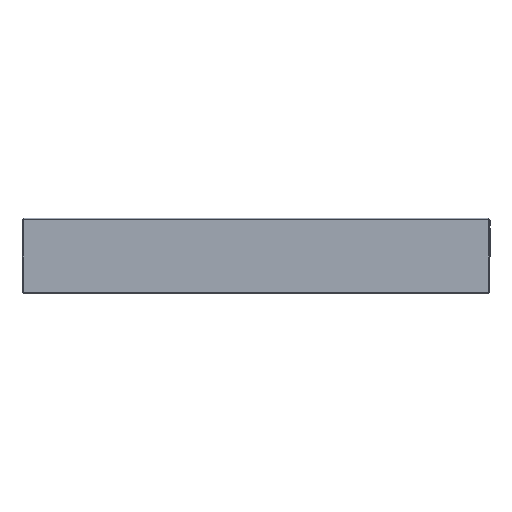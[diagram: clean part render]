
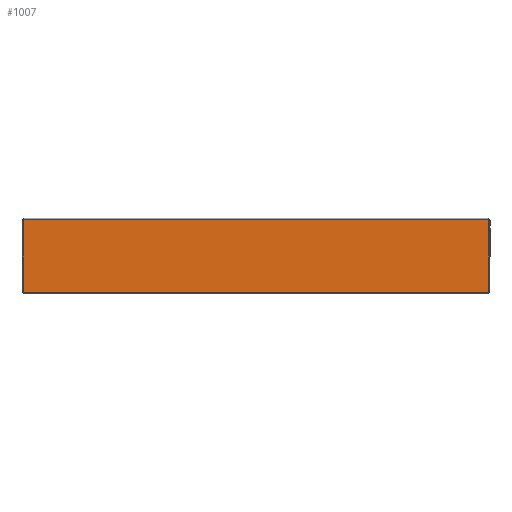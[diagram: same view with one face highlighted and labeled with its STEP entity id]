
A CAD part, top view. The second image highlights one B-rep face of the part: STEP entity #1007.
In plain terms, the highlighted planar face has unit normal (0, 0, 1).
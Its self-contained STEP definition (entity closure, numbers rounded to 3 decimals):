
#5 = DIRECTION ( 'NONE',  ( 0., -1., 0. ) ) ;
#84 = VERTEX_POINT ( 'NONE', #1671 ) ;
#104 = ORIENTED_EDGE ( 'NONE', *, *, #861, .T. ) ;
#105 = DIRECTION ( 'NONE',  ( 0., 1., 0. ) ) ;
#259 = FACE_OUTER_BOUND ( 'NONE', #351, .T. ) ;
#349 = VECTOR ( 'NONE', #5, 1000. ) ;
#351 = EDGE_LOOP ( 'NONE', ( #104, #832, #472, #906 ) ) ;
#472 = ORIENTED_EDGE ( 'NONE', *, *, #1682, .T. ) ;
#537 = VERTEX_POINT ( 'NONE', #930 ) ;
#563 = CARTESIAN_POINT ( 'NONE',  ( 450.5, 70.5, 0. ) ) ;
#624 = CARTESIAN_POINT ( 'NONE',  ( 450.5, -70.5, 0. ) ) ;
#691 = VERTEX_POINT ( 'NONE', #801 ) ;
#740 = LINE ( 'NONE', #1328, #349 ) ;
#801 = CARTESIAN_POINT ( 'NONE',  ( 450.5, 70.5, 0. ) ) ;
#832 = ORIENTED_EDGE ( 'NONE', *, *, #1237, .T. ) ;
#840 = DIRECTION ( 'NONE',  ( 1., 0., 0. ) ) ;
#861 = EDGE_CURVE ( 'NONE', #537, #84, #740, .T. ) ;
#890 = CARTESIAN_POINT ( 'NONE',  ( 450.5, -70.5, 0. ) ) ;
#906 = ORIENTED_EDGE ( 'NONE', *, *, #1697, .T. ) ;
#930 = CARTESIAN_POINT ( 'NONE',  ( -450.5, 70.5, 0. ) ) ;
#965 = CARTESIAN_POINT ( 'NONE',  ( 0., 0., 0. ) ) ;
#983 = DIRECTION ( 'NONE',  ( 0., 0., 1. ) ) ;
#1007 = ADVANCED_FACE ( 'NONE', ( #259 ), #1408, .T. ) ;
#1063 = VECTOR ( 'NONE', #105, 1000. ) ;
#1103 = VECTOR ( 'NONE', #1544, 1000. ) ;
#1184 = DIRECTION ( 'NONE',  ( 1., 0., 0. ) ) ;
#1237 = EDGE_CURVE ( 'NONE', #84, #1310, #1492, .T. ) ;
#1285 = CARTESIAN_POINT ( 'NONE',  ( 450.5, -70.5, 0. ) ) ;
#1302 = LINE ( 'NONE', #563, #1103 ) ;
#1310 = VERTEX_POINT ( 'NONE', #890 ) ;
#1328 = CARTESIAN_POINT ( 'NONE',  ( -450.5, -70.5, 0. ) ) ;
#1367 = LINE ( 'NONE', #1285, #1063 ) ;
#1408 = PLANE ( 'NONE',  #1720 ) ;
#1492 = LINE ( 'NONE', #624, #1511 ) ;
#1511 = VECTOR ( 'NONE', #1184, 1000. ) ;
#1544 = DIRECTION ( 'NONE',  ( -1., 0., 0. ) ) ;
#1671 = CARTESIAN_POINT ( 'NONE',  ( -450.5, -70.5, 0. ) ) ;
#1682 = EDGE_CURVE ( 'NONE', #1310, #691, #1367, .T. ) ;
#1697 = EDGE_CURVE ( 'NONE', #691, #537, #1302, .T. ) ;
#1720 = AXIS2_PLACEMENT_3D ( 'NONE', #965, #983, #840 ) ;
